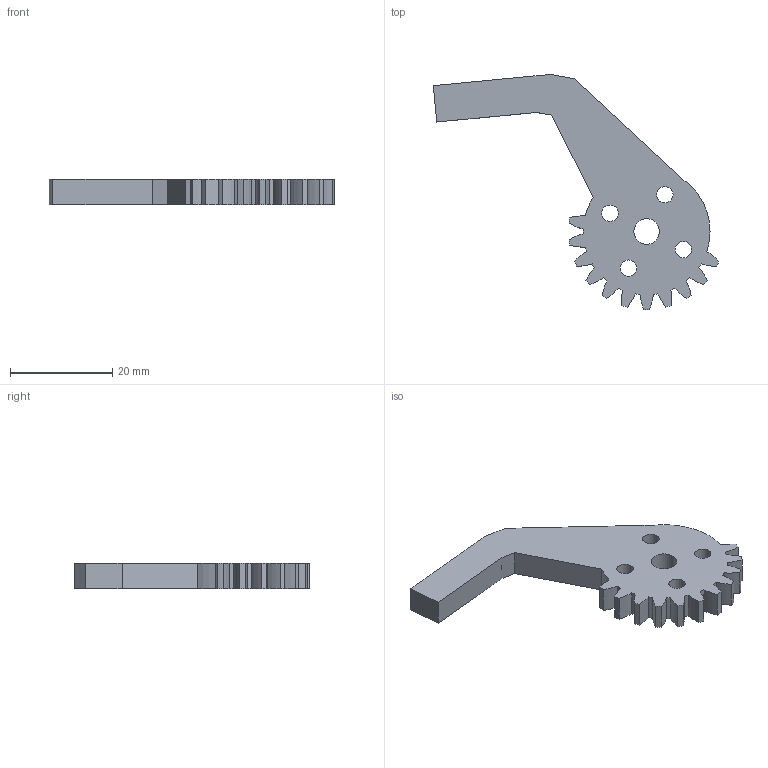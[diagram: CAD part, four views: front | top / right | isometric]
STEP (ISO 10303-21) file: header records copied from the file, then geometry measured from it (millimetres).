
FILE_DESCRIPTION(/* description */ (''),/* implementation_level */ '2;1');
FILE_NAME(/* name */ '',/* time_stamp */ '2025-02-25T10:51:28+03:00',/* author */ ('Phantom'),/* organization */ (''),/* preprocessor_version */ 'ST-DEVELOPER v20',/* originating_system */ 'Autodesk Inventor 2025',/* authorisation */ '');
FILE_SCHEMA (('AUTOMOTIVE_DESIGN { 1 0 10303 214 3 1 1 }'));
Length unit declared in the file: millimetre
Products named in the file (1): писюн
Bounding box: 55.73 x 45.88 x 5 mm (x, y, z)
Volume: 4511.4 mm3; surface area: 3142.5 mm2
Topology: 1 solids, 1 shells, 59 faces, 171 edges, 115 vertices
Faces by surface type: cylinder 50, plane 9
Full cylindrical faces by diameter (mm): 3.2 x4, 5 x1
Entity records: 2079 total; most frequent: DIRECTION 391, CARTESIAN_POINT 346, ORIENTED_EDGE 342, EDGE_CURVE 171, AXIS2_PLACEMENT_3D 160, VERTEX_POINT 114, CIRCLE 100, LINE 71
